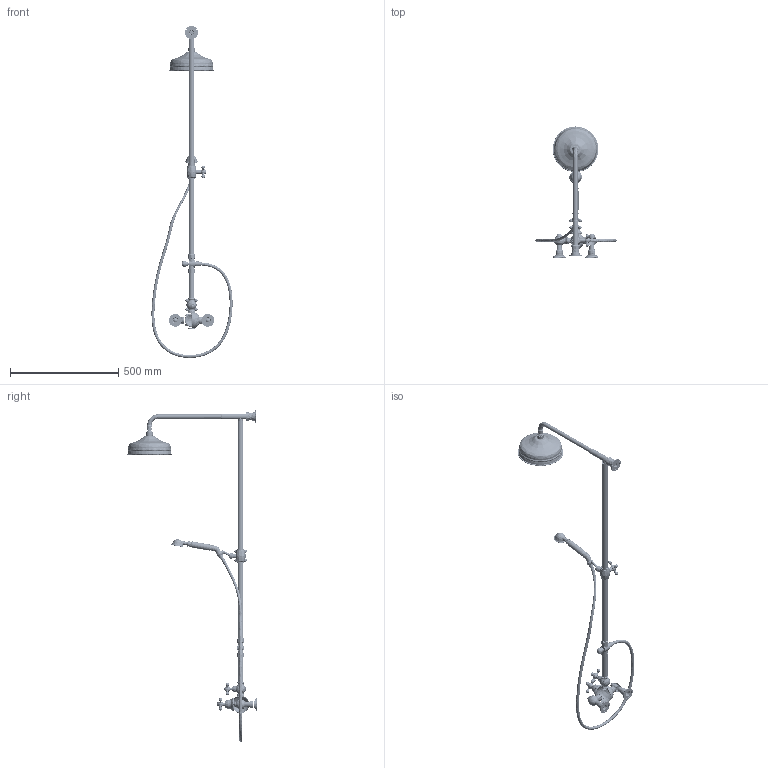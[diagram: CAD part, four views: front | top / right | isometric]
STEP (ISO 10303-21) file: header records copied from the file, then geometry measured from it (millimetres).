
FILE_DESCRIPTION(('CATIA V5 STEP Exchange','CAx-IF Rec.Pracs.--- Model Styling and Organization---1.5--- 2016-08-15','CAx-IF Rec.Pracs.---Supplemental Geometry---1.0---2011-11-01','CAx-IF Rec.Pracs.--- Composite Materials ---3.4---2017-06-13','CAx-IF Rec.Pracs.---Tessellated 3D Geometry---1.0---2015-12-17'),'2;1');
FILE_NAME('AC004070.stp','2024-07-01T15:21:24+00:00',('none'),('none'),'CATIA Version 5-6 Release 2020 SP2','CATIA V5 STEP AP242 v2','none');
FILE_SCHEMA(('AP242_MANAGED_MODEL_BASED_3D_ENGINEERING_MIM_LF {1 0 10303 442 1 1 4}'));
Products named in the file (1): PR.0339.02_AllCATPart
Bounding box: 374.08 x 602 x 1530.53 mm (x, y, z)
Surface area: 653233.2 mm2 (no closed solid volume)
Topology: 0 solids, 4147 shells, 4148 faces, 23510 edges, 23378 vertices
Faces by surface type: plane 1644, cylinder 1217, revolution 1196, bspline 87, extrusion 4
Entity records: 287431 total; most frequent: CARTESIAN_POINT 120397, ORIENTED_EDGE 23370, EDGE_CURVE 23369, VERTEX_POINT 23365, DIRECTION 22522, AXIS2_PLACEMENT_3D 10210, B_SPLINE_CURVE_WITH_KNOTS 8962, VECTOR 8245
